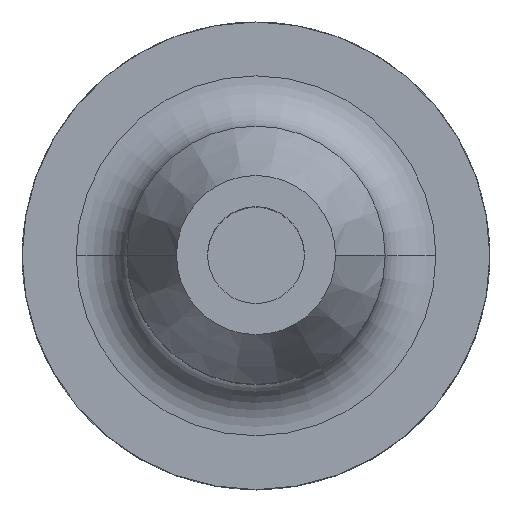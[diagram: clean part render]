
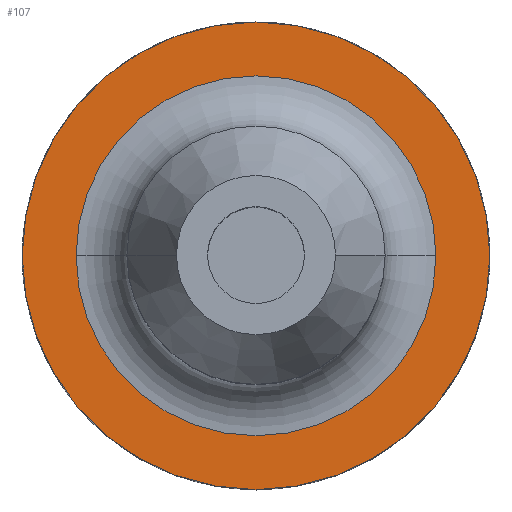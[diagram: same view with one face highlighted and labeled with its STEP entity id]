
A CAD part, top view. The second image highlights one B-rep face of the part: STEP entity #107.
In plain terms, the highlighted planar face has unit normal (0, 0, 1).
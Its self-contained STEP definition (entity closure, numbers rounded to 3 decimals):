
#42 = DIRECTION ( 'NONE',  ( 0., 0., -1. ) ) ;
#63 = CIRCLE ( 'NONE', #426, 23. ) ;
#73 = DIRECTION ( 'NONE',  ( 0., 0., -1. ) ) ;
#74 = AXIS2_PLACEMENT_3D ( 'NONE', #1342, #1232, #1112 ) ;
#107 = ADVANCED_FACE ( 'NONE', ( #1071, #1386 ), #389, .F. ) ;
#172 = ORIENTED_EDGE ( 'NONE', *, *, #727, .T. ) ;
#186 = EDGE_LOOP ( 'NONE', ( #1338, #1118 ) ) ;
#187 = CARTESIAN_POINT ( 'NONE',  ( 0., 12.7, 22. ) ) ;
#304 = DIRECTION ( 'NONE',  ( 0., 0., -1. ) ) ;
#389 = PLANE ( 'NONE',  #1121 ) ;
#422 = CARTESIAN_POINT ( 'NONE',  ( 0., 0., 22. ) ) ;
#426 = AXIS2_PLACEMENT_3D ( 'NONE', #837, #73, #827 ) ;
#448 = VERTEX_POINT ( 'NONE', #705 ) ;
#498 = VERTEX_POINT ( 'NONE', #842 ) ;
#511 = DIRECTION ( 'NONE',  ( -1., 0., 0. ) ) ;
#522 = EDGE_LOOP ( 'NONE', ( #172, #772 ) ) ;
#705 = CARTESIAN_POINT ( 'NONE',  ( -17.7, 0., 22. ) ) ;
#727 = EDGE_CURVE ( 'NONE', #448, #498, #896, .T. ) ;
#771 = EDGE_CURVE ( 'NONE', #498, #448, #1188, .T. ) ;
#772 = ORIENTED_EDGE ( 'NONE', *, *, #771, .T. ) ;
#780 = VERTEX_POINT ( 'NONE', #1288 ) ;
#783 = AXIS2_PLACEMENT_3D ( 'NONE', #801, #42, #915 ) ;
#801 = CARTESIAN_POINT ( 'NONE',  ( 0., 0., 22. ) ) ;
#827 = DIRECTION ( 'NONE',  ( -1., 0., 0. ) ) ;
#837 = CARTESIAN_POINT ( 'NONE',  ( 0., 0., 22. ) ) ;
#842 = CARTESIAN_POINT ( 'NONE',  ( 17.7, 0., 22. ) ) ;
#852 = EDGE_CURVE ( 'NONE', #1322, #780, #1074, .T. ) ;
#896 = CIRCLE ( 'NONE', #783, 17.7 ) ;
#915 = DIRECTION ( 'NONE',  ( -1., 0., 0. ) ) ;
#1071 = FACE_BOUND ( 'NONE', #522, .T. ) ;
#1074 = CIRCLE ( 'NONE', #74, 23. ) ;
#1112 = DIRECTION ( 'NONE',  ( -1., 0., 0. ) ) ;
#1118 = ORIENTED_EDGE ( 'NONE', *, *, #852, .F. ) ;
#1121 = AXIS2_PLACEMENT_3D ( 'NONE', #187, #1250, #511 ) ;
#1171 = DIRECTION ( 'NONE',  ( -1., 0., 0. ) ) ;
#1188 = CIRCLE ( 'NONE', #1427, 17.7 ) ;
#1232 = DIRECTION ( 'NONE',  ( 0., 0., -1. ) ) ;
#1250 = DIRECTION ( 'NONE',  ( 0., 0., -1. ) ) ;
#1288 = CARTESIAN_POINT ( 'NONE',  ( -23., 0., 22. ) ) ;
#1322 = VERTEX_POINT ( 'NONE', #1370 ) ;
#1338 = ORIENTED_EDGE ( 'NONE', *, *, #1475, .F. ) ;
#1342 = CARTESIAN_POINT ( 'NONE',  ( 0., 0., 22. ) ) ;
#1370 = CARTESIAN_POINT ( 'NONE',  ( 23., 0., 22. ) ) ;
#1386 = FACE_OUTER_BOUND ( 'NONE', #186, .T. ) ;
#1427 = AXIS2_PLACEMENT_3D ( 'NONE', #422, #304, #1171 ) ;
#1475 = EDGE_CURVE ( 'NONE', #780, #1322, #63, .T. ) ;
